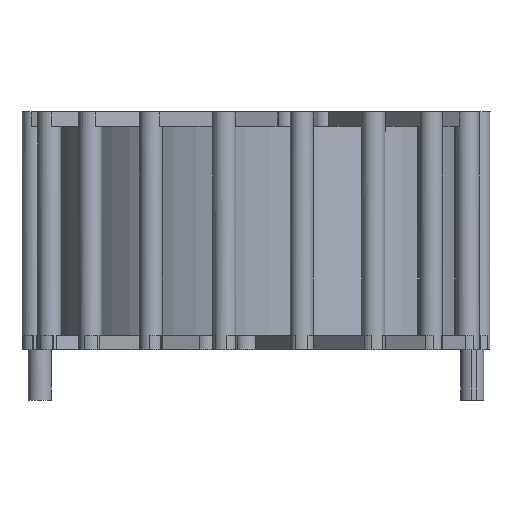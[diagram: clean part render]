
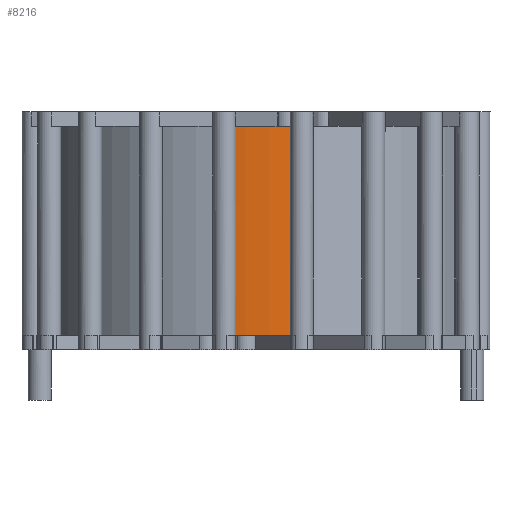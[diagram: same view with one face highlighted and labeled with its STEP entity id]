
A CAD part, front view. The second image highlights one B-rep face of the part: STEP entity #8216.
In plain terms, the highlighted cylindrical face has radius 15.25 mm (diameter 30.5 mm), a partial arc.
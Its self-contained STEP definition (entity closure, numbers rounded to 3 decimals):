
#301=FACE_OUTER_BOUND('',#741,.T.);
#741=EDGE_LOOP('',(#5667,#5668,#5669,#5670));
#1165=CIRCLE('',#8668,15.25);
#1277=CIRCLE('',#8810,15.25);
#1797=LINE('',#12837,#2524);
#1812=LINE('',#12886,#2539);
#2524=VECTOR('',#10051,10.);
#2539=VECTOR('',#10110,10.);
#3218=VERTEX_POINT('',#12533);
#3219=VERTEX_POINT('',#12535);
#3351=VERTEX_POINT('',#12836);
#3363=VERTEX_POINT('',#12884);
#4102=EDGE_CURVE('',#3219,#3218,#1165,.T.);
#4253=EDGE_CURVE('',#3218,#3351,#1797,.T.);
#4277=EDGE_CURVE('',#3363,#3351,#1277,.T.);
#4278=EDGE_CURVE('',#3219,#3363,#1812,.T.);
#5667=ORIENTED_EDGE('',*,*,#4253,.T.);
#5668=ORIENTED_EDGE('',*,*,#4277,.F.);
#5669=ORIENTED_EDGE('',*,*,#4278,.F.);
#5670=ORIENTED_EDGE('',*,*,#4102,.T.);
#8004=CYLINDRICAL_SURFACE('',#8809,15.25);
#8216=ADVANCED_FACE('',(#301),#8004,.T.);
#8668=AXIS2_PLACEMENT_3D('',#12536,#9761,#9762);
#8809=AXIS2_PLACEMENT_3D('',#12883,#10106,#10107);
#8810=AXIS2_PLACEMENT_3D('',#12885,#10108,#10109);
#9761=DIRECTION('center_axis',(0.,0.,1.));
#9762=DIRECTION('ref_axis',(-0.167,-0.986,0.));
#10051=DIRECTION('',(0.,0.,1.));
#10106=DIRECTION('center_axis',(0.,0.,1.));
#10107=DIRECTION('ref_axis',(-0.167,-0.986,0.));
#10108=DIRECTION('center_axis',(0.,0.,1.));
#10109=DIRECTION('ref_axis',(-0.167,-0.986,0.));
#10110=DIRECTION('',(0.,0.,1.));
#12533=CARTESIAN_POINT('',(2.544,-14.427,0.));
#12535=CARTESIAN_POINT('',(-2.442,-14.444,0.));
#12536=CARTESIAN_POINT('Origin',(-0.002,0.609,
0.));
#12836=CARTESIAN_POINT('',(2.544,-14.427,14.5));
#12837=CARTESIAN_POINT('',(2.544,-14.427,0.));
#12883=CARTESIAN_POINT('Origin',(-0.002,0.609,
0.));
#12884=CARTESIAN_POINT('',(-2.442,-14.444,14.5));
#12885=CARTESIAN_POINT('Origin',(-0.002,0.609,
14.5));
#12886=CARTESIAN_POINT('',(-2.442,-14.444,0.));
